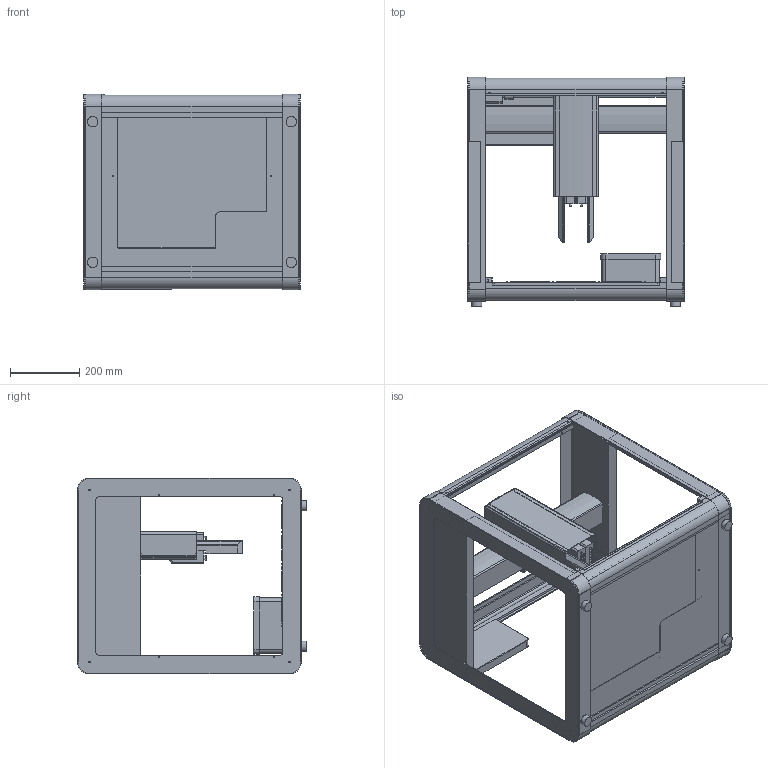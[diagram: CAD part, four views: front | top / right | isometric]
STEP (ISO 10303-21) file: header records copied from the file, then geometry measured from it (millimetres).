
FILE_DESCRIPTION(/* description */ ('STEP AP214'),/* implementation_level */ '2;1');
FILE_NAME(/* name */ '00_OT-2 Reference Model Detailed.ipt.step',/* time_stamp */ '2022-11-29T07:47:16+01:00',/* author */ (''),/* organization */ (''),/* preprocessor_version */ 'ST-DEVELOPER v18.1',/* originating_system */ 'Autodesk Inventor 2022',/* authorisation */ '');
FILE_SCHEMA (('AUTOMOTIVE_DESIGN { 1 0 10303 214 3 1 1 }'));
Length unit declared in the file: millimetre
Products named in the file (1): OT-2 Reference Model Detailed
Bounding box: 624.3 x 662 x 565.2 mm (x, y, z)
Volume: 19619619 mm3; surface area: 3603667 mm2
Topology: 18 solids, 18 shells, 1190 faces, 3104 edges, 2021 vertices
Faces by surface type: plane 745, cylinder 387, cone 45, bspline 12, torus 1
Full cylindrical faces by diameter (mm): 1 x6, 2.5 x34, 3.05 x4, 3.3 x18, 3.6 x6, 3.75 x2, 3.8 x4, 4.2 x2, 4.5 x8, 4.9 x2, 5 x4, 5.5 x18, 7.67 x2, 10 x3, 11.42 x2, 12.16 x2, 12.24 x2, 12.8 x2, 20 x1, 30 x4
Entity records: 37104 total; most frequent: CARTESIAN_POINT 6544, DIRECTION 6202, ORIENTED_EDGE 6160, EDGE_CURVE 3080, LINE 2248, VECTOR 2248, VERTEX_POINT 2021, AXIS2_PLACEMENT_3D 1977
